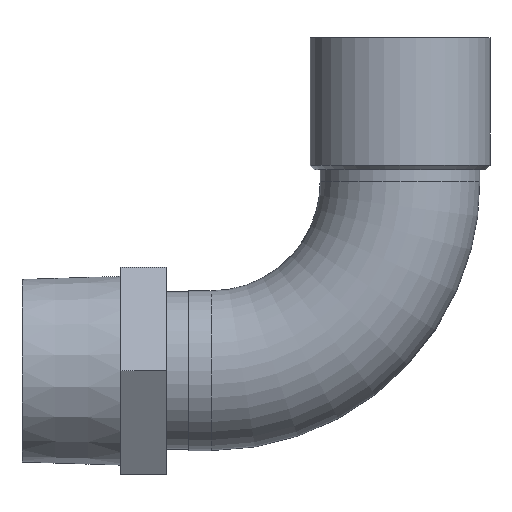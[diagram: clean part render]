
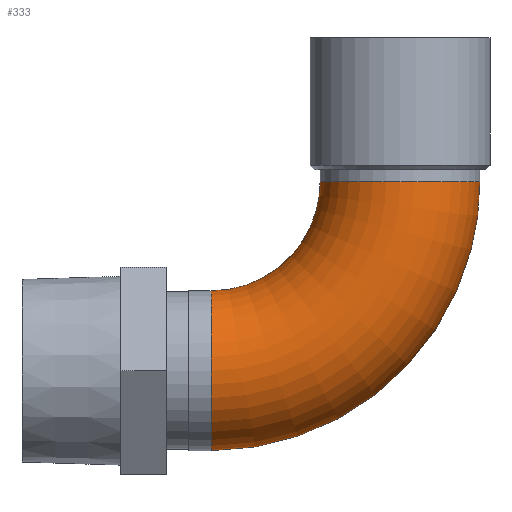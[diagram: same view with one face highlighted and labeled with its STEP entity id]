
A CAD part, front view. The second image highlights one B-rep face of the part: STEP entity #333.
In plain terms, the highlighted toroidal (fillet/blend) face has major radius 42 mm and minor radius 17.75 mm.
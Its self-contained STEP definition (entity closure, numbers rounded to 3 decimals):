
#66=TOROIDAL_SURFACE('',#491,42.,17.75);
#90=ORIENTED_EDGE('',*,*,#154,.T.);
#91=ORIENTED_EDGE('',*,*,#150,.F.);
#150=EDGE_CURVE('',#185,#185,#214,.T.);
#154=EDGE_CURVE('',#189,#189,#218,.T.);
#185=VERTEX_POINT('',#639);
#189=VERTEX_POINT('',#653);
#214=CIRCLE('',#482,17.75);
#218=CIRCLE('',#492,17.75);
#241=EDGE_LOOP('',(#90));
#242=EDGE_LOOP('',(#91));
#283=FACE_BOUND('',#241,.T.);
#284=FACE_BOUND('',#242,.T.);
#333=ADVANCED_FACE('',(#283,#284),#66,.T.);
#482=AXIS2_PLACEMENT_3D('',#638,#533,#534);
#491=AXIS2_PLACEMENT_3D('',#651,#551,#552);
#492=AXIS2_PLACEMENT_3D('',#652,#553,#554);
#533=DIRECTION('',(0.,0.,1.));
#534=DIRECTION('',(1.,0.,0.));
#551=DIRECTION('',(0.,-1.,0.));
#552=DIRECTION('',(1.,0.,0.));
#553=DIRECTION('',(1.,0.,0.));
#554=DIRECTION('',(0.,0.,-1.));
#638=CARTESIAN_POINT('',(0.,0.,2.221));
#639=CARTESIAN_POINT('',(17.75,0.,2.221));
#651=CARTESIAN_POINT('',(-42.,0.,2.221));
#652=CARTESIAN_POINT('',(-42.,0.,-39.779));
#653=CARTESIAN_POINT('',(-42.,0.,-57.529));
